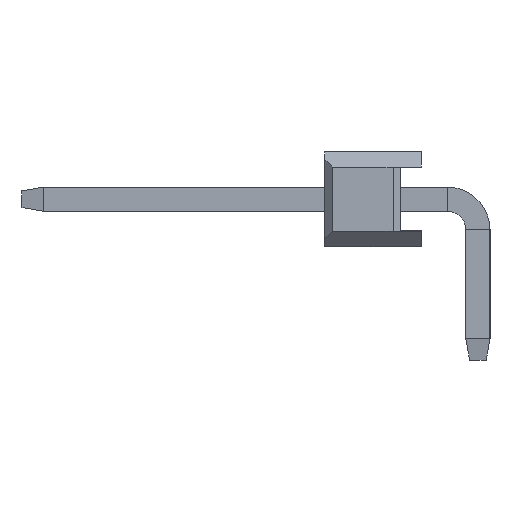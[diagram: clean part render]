
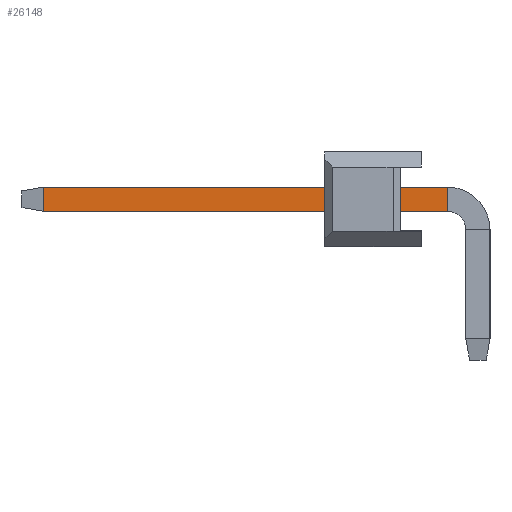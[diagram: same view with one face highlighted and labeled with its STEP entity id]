
A CAD part, left-side view. The second image highlights one B-rep face of the part: STEP entity #26148.
In plain terms, the highlighted planar face has unit normal (-1, 0, 0).
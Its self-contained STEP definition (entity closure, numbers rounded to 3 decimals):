
#1672 = VECTOR ( 'NONE', #36174, 1000. ) ;
#2209 = LINE ( 'NONE', #17057, #41488 ) ;
#6465 = LINE ( 'NONE', #21312, #1672 ) ;
#6687 = ORIENTED_EDGE ( 'NONE', *, *, #28458, .T. ) ;
#7805 = EDGE_CURVE ( 'NONE', #46780, #11916, #2209, .T. ) ;
#8099 = ORIENTED_EDGE ( 'NONE', *, *, #36489, .F. ) ;
#8688 = VECTOR ( 'NONE', #42712, 1000. ) ;
#10217 = LINE ( 'NONE', #25053, #26744 ) ;
#11825 = CARTESIAN_POINT ( 'NONE',  ( -84.14, -0.7, 0.32 ) ) ;
#11916 = VERTEX_POINT ( 'NONE', #11825 ) ;
#12723 = CARTESIAN_POINT ( 'NONE',  ( -84.14, 9.973, 0.32 ) ) ;
#13013 = LINE ( 'NONE', #27847, #8688 ) ;
#13202 = DIRECTION ( 'NONE',  ( 1., 0., 0. ) ) ;
#15815 = VERTEX_POINT ( 'NONE', #21827 ) ;
#16857 = FACE_OUTER_BOUND ( 'NONE', #29889, .T. ) ;
#17057 = CARTESIAN_POINT ( 'NONE',  ( -84.14, -0.7, 0.32 ) ) ;
#21312 = CARTESIAN_POINT ( 'NONE',  ( -84.14, 10.54, 0.32 ) ) ;
#21827 = CARTESIAN_POINT ( 'NONE',  ( -84.14, 9.973, -0.32 ) ) ;
#22404 = CARTESIAN_POINT ( 'NONE',  ( -84.14, -0.7, -0.32 ) ) ;
#25053 = CARTESIAN_POINT ( 'NONE',  ( -84.14, 10.54, -0.32 ) ) ;
#26148 = ADVANCED_FACE ( 'NONE', ( #16857 ), #31703, .F. ) ;
#26744 = VECTOR ( 'NONE', #39922, 1000. ) ;
#27847 = CARTESIAN_POINT ( 'NONE',  ( -84.14, 9.973, -0.32 ) ) ;
#28053 = DIRECTION ( 'NONE',  ( 0., 0., -1. ) ) ;
#28379 = AXIS2_PLACEMENT_3D ( 'NONE', #46572, #13202, #28053 ) ;
#28458 = EDGE_CURVE ( 'NONE', #15815, #46780, #10217, .T. ) ;
#29889 = EDGE_LOOP ( 'NONE', ( #8099, #33686, #6687, #41293 ) ) ;
#31703 = PLANE ( 'NONE',  #28379 ) ;
#31912 = DIRECTION ( 'NONE',  ( 0., 0., 1. ) ) ;
#33686 = ORIENTED_EDGE ( 'NONE', *, *, #36777, .T. ) ;
#36174 = DIRECTION ( 'NONE',  ( 0., -1., 0. ) ) ;
#36489 = EDGE_CURVE ( 'NONE', #38340, #11916, #6465, .T. ) ;
#36777 = EDGE_CURVE ( 'NONE', #38340, #15815, #13013, .T. ) ;
#38340 = VERTEX_POINT ( 'NONE', #12723 ) ;
#39922 = DIRECTION ( 'NONE',  ( 0., -1., 0. ) ) ;
#41293 = ORIENTED_EDGE ( 'NONE', *, *, #7805, .T. ) ;
#41488 = VECTOR ( 'NONE', #31912, 1000. ) ;
#42712 = DIRECTION ( 'NONE',  ( 0., 0., -1. ) ) ;
#46572 = CARTESIAN_POINT ( 'NONE',  ( -84.14, 10.54, 0.32 ) ) ;
#46780 = VERTEX_POINT ( 'NONE', #22404 ) ;
